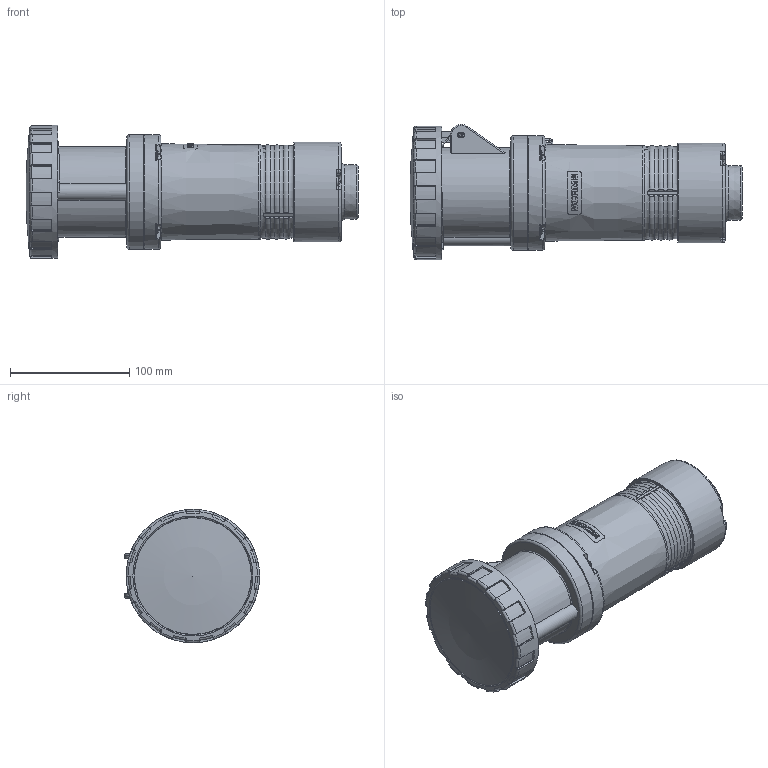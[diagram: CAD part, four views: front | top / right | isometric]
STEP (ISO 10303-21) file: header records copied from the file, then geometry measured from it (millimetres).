
FILE_DESCRIPTION(/* description */ (''),/* implementation_level */ '2;1');
FILE_NAME(/* name */ '4002975.stp',/* time_stamp */ '2019-10-31T08:50:28+01:00',/* author */ (''),/* organization */ (''),/* preprocessor_version */ 'ST-DEVELOPER v16.7',/* originating_system */ 'SIEMENS PLM Software NX 1888',/* authorisation */ '');
FILE_SCHEMA (('AUTOMOTIVE_DESIGN { 1 0 10303 214 3 1 1 1 }'));
Length unit declared in the file: millimetre
Products named in the file (1): BSOM1408C3F78hga
Bounding box: 278.75 x 113.48 x 111.95 mm (x, y, z)
Volume: 353861 mm3; surface area: 406935.1 mm2
Topology: 20 solids, 21 shells, 3206 faces, 8399 edges, 5314 vertices
Faces by surface type: plane 1260, cylinder 742, torus 458, bspline 276, cone 253, extrusion 122, sphere 95
Full cylindrical faces by diameter (mm): 1.1 x4, 2.5 x6, 2.6 x4, 2.8 x4, 3 x14, 3.5 x8, 3.714 x1, 3.9 x1, 4 x14, 4.1 x3, 4.2 x3, 4.4 x1, 4.5 x4, 4.642 x1, 4.8 x3, 5 x1, 5.2 x2, 5.6 x3, 6 x1, 6.1 x1, 6.8 x3, 7 x4, 7.1 x1, 7.8 x3, 8 x6, 8.5 x4, 9.3 x3, 10 x4, 11.3 x1, 12 x3
Entity records: 120058 total; most frequent: CARTESIAN_POINT 46331, ORIENTED_EDGE 15706, DIRECTION 14213, EDGE_CURVE 7853, AXIS2_PLACEMENT_3D 5631, VERTEX_POINT 5182, EDGE_LOOP 3777, ADVANCED_FACE 3205
